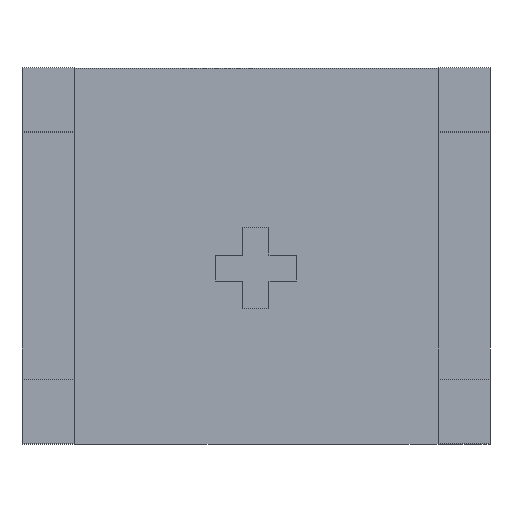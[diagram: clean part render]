
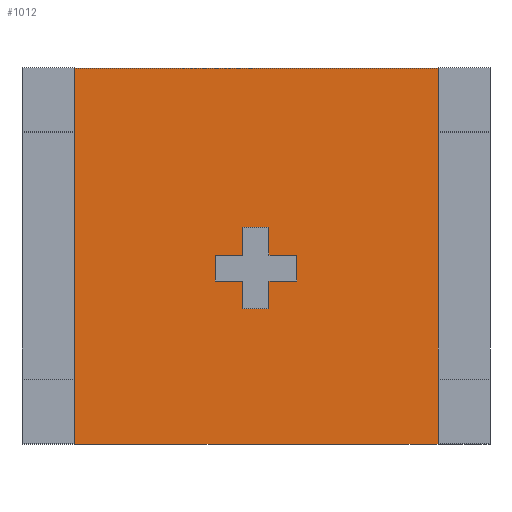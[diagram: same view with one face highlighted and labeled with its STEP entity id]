
A CAD part, top view. The second image highlights one B-rep face of the part: STEP entity #1012.
In plain terms, the highlighted planar face has unit normal (0, 0, 1).
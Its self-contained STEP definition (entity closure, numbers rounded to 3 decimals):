
#17=FACE_BOUND('',#171,.T.);
#64=PLANE('',#1093);
#115=FACE_OUTER_BOUND('',#170,.T.);
#170=EDGE_LOOP('',(#899,#900,#901,#902));
#171=EDGE_LOOP('',(#903,#904,#905,#906,#907,#908,#909,#910,#911,#912,#913,
#914));
#231=LINE('',#1767,#336);
#252=LINE('',#1813,#357);
#276=LINE('',#1863,#381);
#281=LINE('',#1892,#386);
#282=LINE('',#1897,#387);
#286=LINE('',#1905,#391);
#289=LINE('',#1911,#394);
#292=LINE('',#1917,#397);
#295=LINE('',#1923,#400);
#298=LINE('',#1929,#403);
#301=LINE('',#1935,#406);
#304=LINE('',#1941,#409);
#307=LINE('',#1947,#412);
#310=LINE('',#1953,#415);
#313=LINE('',#1959,#418);
#316=LINE('',#1964,#421);
#336=VECTOR('',#1153,10.);
#357=VECTOR('',#1190,10.);
#381=VECTOR('',#1236,10.);
#386=VECTOR('',#1257,10.);
#387=VECTOR('',#1262,10.);
#391=VECTOR('',#1268,10.);
#394=VECTOR('',#1273,10.);
#397=VECTOR('',#1278,10.);
#400=VECTOR('',#1283,10.);
#403=VECTOR('',#1288,10.);
#406=VECTOR('',#1293,10.);
#409=VECTOR('',#1298,10.);
#412=VECTOR('',#1303,10.);
#415=VECTOR('',#1308,10.);
#418=VECTOR('',#1313,10.);
#421=VECTOR('',#1318,10.);
#457=VERTEX_POINT('',#1764);
#458=VERTEX_POINT('',#1766);
#472=VERTEX_POINT('',#1812);
#487=VERTEX_POINT('',#1862);
#492=VERTEX_POINT('',#1895);
#493=VERTEX_POINT('',#1896);
#496=VERTEX_POINT('',#1904);
#498=VERTEX_POINT('',#1910);
#500=VERTEX_POINT('',#1916);
#502=VERTEX_POINT('',#1922);
#504=VERTEX_POINT('',#1928);
#506=VERTEX_POINT('',#1934);
#508=VERTEX_POINT('',#1940);
#510=VERTEX_POINT('',#1946);
#512=VERTEX_POINT('',#1952);
#514=VERTEX_POINT('',#1958);
#557=EDGE_CURVE('',#457,#458,#231,.T.);
#579=EDGE_CURVE('',#472,#457,#252,.T.);
#604=EDGE_CURVE('',#458,#487,#276,.T.);
#616=EDGE_CURVE('',#487,#472,#281,.T.);
#617=EDGE_CURVE('',#492,#493,#282,.T.);
#621=EDGE_CURVE('',#493,#496,#286,.T.);
#624=EDGE_CURVE('',#496,#498,#289,.T.);
#627=EDGE_CURVE('',#498,#500,#292,.T.);
#630=EDGE_CURVE('',#500,#502,#295,.T.);
#633=EDGE_CURVE('',#502,#504,#298,.T.);
#636=EDGE_CURVE('',#504,#506,#301,.T.);
#639=EDGE_CURVE('',#506,#508,#304,.T.);
#642=EDGE_CURVE('',#508,#510,#307,.T.);
#645=EDGE_CURVE('',#510,#512,#310,.T.);
#648=EDGE_CURVE('',#512,#514,#313,.T.);
#651=EDGE_CURVE('',#514,#492,#316,.T.);
#899=ORIENTED_EDGE('',*,*,#616,.F.);
#900=ORIENTED_EDGE('',*,*,#604,.F.);
#901=ORIENTED_EDGE('',*,*,#557,.F.);
#902=ORIENTED_EDGE('',*,*,#579,.F.);
#903=ORIENTED_EDGE('',*,*,#617,.T.);
#904=ORIENTED_EDGE('',*,*,#621,.T.);
#905=ORIENTED_EDGE('',*,*,#624,.T.);
#906=ORIENTED_EDGE('',*,*,#627,.T.);
#907=ORIENTED_EDGE('',*,*,#630,.T.);
#908=ORIENTED_EDGE('',*,*,#633,.T.);
#909=ORIENTED_EDGE('',*,*,#636,.T.);
#910=ORIENTED_EDGE('',*,*,#639,.T.);
#911=ORIENTED_EDGE('',*,*,#642,.T.);
#912=ORIENTED_EDGE('',*,*,#645,.T.);
#913=ORIENTED_EDGE('',*,*,#648,.T.);
#914=ORIENTED_EDGE('',*,*,#651,.T.);
#1012=ADVANCED_FACE('',(#115,#17),#64,.T.);
#1093=AXIS2_PLACEMENT_3D('',#2046,#1326,#1327);
#1153=DIRECTION('',(-1.,0.,0.));
#1190=DIRECTION('',(0.,-1.,0.));
#1236=DIRECTION('',(0.,1.,0.));
#1257=DIRECTION('',(1.,0.,0.));
#1262=DIRECTION('',(0.,1.,0.));
#1268=DIRECTION('',(1.,0.,0.));
#1273=DIRECTION('',(0.,1.,0.));
#1278=DIRECTION('',(1.,0.,0.));
#1283=DIRECTION('',(0.,-1.,0.));
#1288=DIRECTION('',(1.,0.,0.));
#1293=DIRECTION('',(0.,-1.,0.));
#1298=DIRECTION('',(-1.,0.,0.));
#1303=DIRECTION('',(0.,-1.,0.));
#1308=DIRECTION('',(-1.,0.,0.));
#1313=DIRECTION('',(0.,1.,0.));
#1318=DIRECTION('',(-1.,0.,0.));
#1326=DIRECTION('center_axis',(0.,0.,1.));
#1327=DIRECTION('ref_axis',(-1.,0.,0.));
#1764=CARTESIAN_POINT('',(10.5,-10.15,9.));
#1766=CARTESIAN_POINT('',(-10.5,-10.15,9.));
#1767=CARTESIAN_POINT('',(10.5,-10.15,9.));
#1812=CARTESIAN_POINT('',(10.5,11.55,9.));
#1813=CARTESIAN_POINT('',(10.5,11.55,9.));
#1862=CARTESIAN_POINT('',(-10.5,11.55,9.));
#1863=CARTESIAN_POINT('',(-10.5,-10.15,9.));
#1892=CARTESIAN_POINT('',(-10.5,11.55,9.));
#1895=CARTESIAN_POINT('',(-2.339,-0.75,9.));
#1896=CARTESIAN_POINT('',(-2.339,0.75,9.));
#1897=CARTESIAN_POINT('',(-2.339,0.375,9.));
#1904=CARTESIAN_POINT('',(-0.75,0.75,9.));
#1905=CARTESIAN_POINT('',(-0.375,0.75,9.));
#1910=CARTESIAN_POINT('',(-0.75,2.339,9.));
#1911=CARTESIAN_POINT('',(-0.75,1.17,9.));
#1916=CARTESIAN_POINT('',(0.75,2.339,9.));
#1917=CARTESIAN_POINT('',(0.375,2.339,9.));
#1922=CARTESIAN_POINT('',(0.75,0.75,9.));
#1923=CARTESIAN_POINT('',(0.75,0.375,9.));
#1928=CARTESIAN_POINT('',(2.339,0.75,9.));
#1929=CARTESIAN_POINT('',(1.17,0.75,9.));
#1934=CARTESIAN_POINT('',(2.339,-0.75,9.));
#1935=CARTESIAN_POINT('',(2.339,-0.375,9.));
#1940=CARTESIAN_POINT('',(0.75,-0.75,9.));
#1941=CARTESIAN_POINT('',(0.375,-0.75,9.));
#1946=CARTESIAN_POINT('',(0.75,-2.339,9.));
#1947=CARTESIAN_POINT('',(0.75,-1.17,9.));
#1952=CARTESIAN_POINT('',(-0.75,-2.339,9.));
#1953=CARTESIAN_POINT('',(-0.375,-2.339,9.));
#1958=CARTESIAN_POINT('',(-0.75,-0.75,9.));
#1959=CARTESIAN_POINT('',(-0.75,-0.375,9.));
#1964=CARTESIAN_POINT('',(-1.17,-0.75,9.));
#2046=CARTESIAN_POINT('Origin',(0.,0.,9.));
